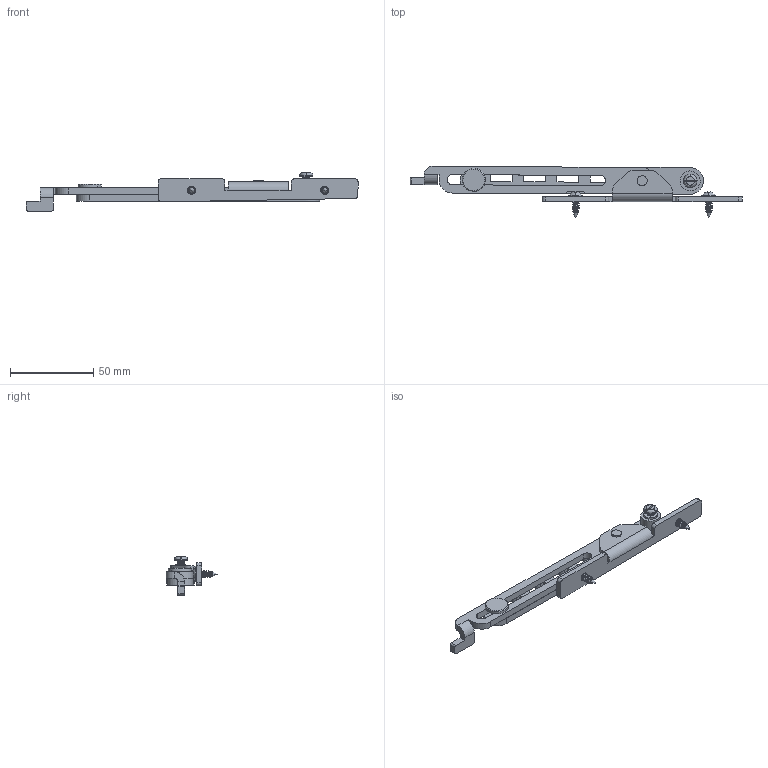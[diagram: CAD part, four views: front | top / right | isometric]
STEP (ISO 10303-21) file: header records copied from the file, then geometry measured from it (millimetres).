
FILE_DESCRIPTION (( 'STEP AP203' ), '1' );
FILE_NAME ('DSP ARCA LM 8120964 12765.STEP', '2022-10-11T07:31:47', ( '' ), ( '' ), 'SwSTEP 2.0', 'SolidWorks 2021', '' );
FILE_SCHEMA (( 'CONFIG_CONTROL_DESIGN' ));
Length unit declared in the file: millimetre
Products named in the file (10): ARCA MID doorstopper base left; M4x10 screw_Domyslna; ARCA MID doorstopper hook left; DSP ARCA LM 8120964 12765; screw 0.16Xx0.5_Domyslna; ARCA MID doorstopper pin2; ARCA MID doorstopper arm left; ARCA MID doorstopper sleeve M5; ARCA MID doorstopper pin1; ARCA MID doorstopper sleeve
Assembly tree (10 placements, depth 2):
  DSP ARCA LM 8120964 12765
    ARCA MID doorstopper base left
    ARCA MID doorstopper hook left
    ARCA MID doorstopper arm left
    ARCA MID doorstopper pin2
    ARCA MID doorstopper pin1
    ARCA MID doorstopper sleeve M5
    ARCA MID doorstopper sleeve
    M4x10 screw_Domyslna
    screw 0.16Xx0.5_Domyslna  x2
Bounding box: 199.39 x 30.92 x 22.9 mm (x, y, z)
Volume: 20772.3 mm3; surface area: 18597 mm2
Topology: 11 solids, 11 shells, 370 faces, 984 edges, 645 vertices
Faces by surface type: cylinder 159, plane 134, bspline 49, cone 28
Entity records: 13078 total; most frequent: CARTESIAN_POINT 5156, ORIENTED_EDGE 1536, DIRECTION 1342, EDGE_CURVE 768, VERTEX_POINT 502, AXIS2_PLACEMENT_3D 484, LINE 374, VECTOR 374
